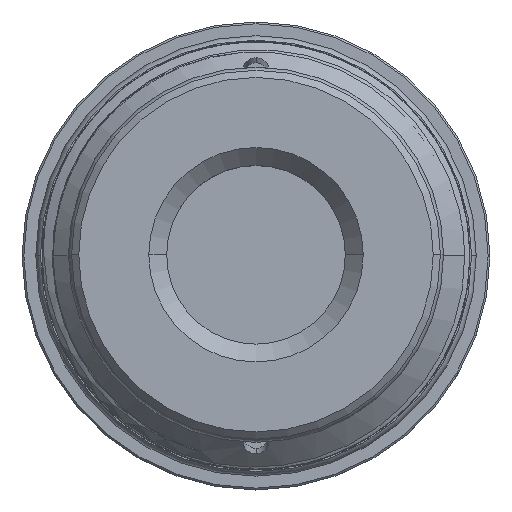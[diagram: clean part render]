
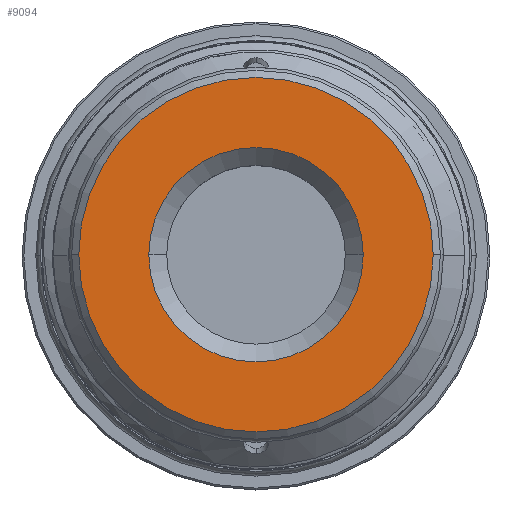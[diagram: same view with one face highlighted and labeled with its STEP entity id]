
A CAD part, top view. The second image highlights one B-rep face of the part: STEP entity #9094.
In plain terms, the highlighted planar face has unit normal (0, 0, 1).
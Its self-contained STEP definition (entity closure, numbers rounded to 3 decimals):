
#222 = CARTESIAN_POINT ( 'NONE',  ( 0., 0., 85.95 ) ) ;
#604 = EDGE_CURVE ( 'NONE', #13134, #14279, #3515, .T. ) ;
#1043 = CIRCLE ( 'NONE', #3702, 19.84 ) ;
#1433 = CIRCLE ( 'NONE', #1921, 12. ) ;
#1867 = CIRCLE ( 'NONE', #2010, 12. ) ;
#1921 = AXIS2_PLACEMENT_3D ( 'NONE', #13992, #11753, #13114 ) ;
#2004 = DIRECTION ( 'NONE',  ( 1., 0., 0. ) ) ;
#2010 = AXIS2_PLACEMENT_3D ( 'NONE', #222, #3888, #4842 ) ;
#2420 = EDGE_LOOP ( 'NONE', ( #7917, #5375 ) ) ;
#2534 = CARTESIAN_POINT ( 'NONE',  ( 12., 0., 85.95 ) ) ;
#2929 = PLANE ( 'NONE',  #9110 ) ;
#3185 = FACE_BOUND ( 'NONE', #2420, .T. ) ;
#3389 = CARTESIAN_POINT ( 'NONE',  ( 0., 0., 85.95 ) ) ;
#3515 = CIRCLE ( 'NONE', #11797, 19.84 ) ;
#3702 = AXIS2_PLACEMENT_3D ( 'NONE', #3389, #5657, #11126 ) ;
#3888 = DIRECTION ( 'NONE',  ( 0., 0., -1. ) ) ;
#4842 = DIRECTION ( 'NONE',  ( 1., 0., 0. ) ) ;
#5375 = ORIENTED_EDGE ( 'NONE', *, *, #6007, .T. ) ;
#5401 = EDGE_LOOP ( 'NONE', ( #12112, #13641 ) ) ;
#5657 = DIRECTION ( 'NONE',  ( 0., 0., 1. ) ) ;
#5894 = EDGE_CURVE ( 'NONE', #14279, #13134, #1043, .T. ) ;
#6007 = EDGE_CURVE ( 'NONE', #8592, #12161, #1867, .T. ) ;
#6425 = DIRECTION ( 'NONE',  ( 0., 0., 1. ) ) ;
#7563 = EDGE_CURVE ( 'NONE', #12161, #8592, #1433, .T. ) ;
#7917 = ORIENTED_EDGE ( 'NONE', *, *, #7563, .T. ) ;
#8519 = CARTESIAN_POINT ( 'NONE',  ( -19.84, 0., 85.95 ) ) ;
#8592 = VERTEX_POINT ( 'NONE', #9646 ) ;
#9094 = ADVANCED_FACE ( 'NONE', ( #3185, #13169 ), #2929, .T. ) ;
#9110 = AXIS2_PLACEMENT_3D ( 'NONE', #11953, #6425, #13064 ) ;
#9646 = CARTESIAN_POINT ( 'NONE',  ( -12., 0., 85.95 ) ) ;
#9776 = DIRECTION ( 'NONE',  ( 0., 0., 1. ) ) ;
#11126 = DIRECTION ( 'NONE',  ( 1., 0., 0. ) ) ;
#11753 = DIRECTION ( 'NONE',  ( 0., 0., -1. ) ) ;
#11797 = AXIS2_PLACEMENT_3D ( 'NONE', #14182, #9776, #2004 ) ;
#11953 = CARTESIAN_POINT ( 'NONE',  ( 20.64, 0., 85.95 ) ) ;
#12112 = ORIENTED_EDGE ( 'NONE', *, *, #5894, .T. ) ;
#12161 = VERTEX_POINT ( 'NONE', #2534 ) ;
#13064 = DIRECTION ( 'NONE',  ( 1., 0., 0. ) ) ;
#13114 = DIRECTION ( 'NONE',  ( 1., 0., 0. ) ) ;
#13134 = VERTEX_POINT ( 'NONE', #13951 ) ;
#13169 = FACE_OUTER_BOUND ( 'NONE', #5401, .T. ) ;
#13641 = ORIENTED_EDGE ( 'NONE', *, *, #604, .T. ) ;
#13951 = CARTESIAN_POINT ( 'NONE',  ( 19.84, 0., 85.95 ) ) ;
#13992 = CARTESIAN_POINT ( 'NONE',  ( 0., 0., 85.95 ) ) ;
#14182 = CARTESIAN_POINT ( 'NONE',  ( 0., 0., 85.95 ) ) ;
#14279 = VERTEX_POINT ( 'NONE', #8519 ) ;
